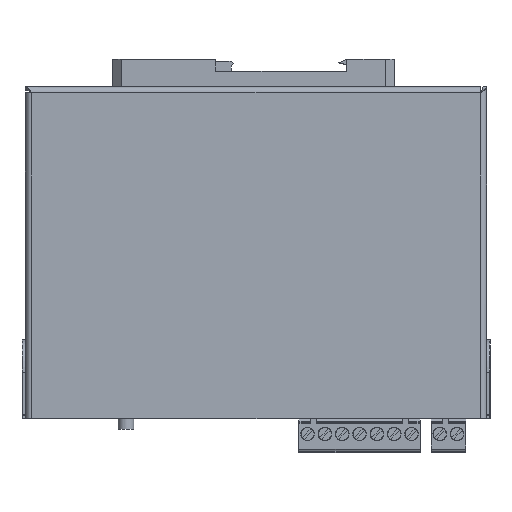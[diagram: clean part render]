
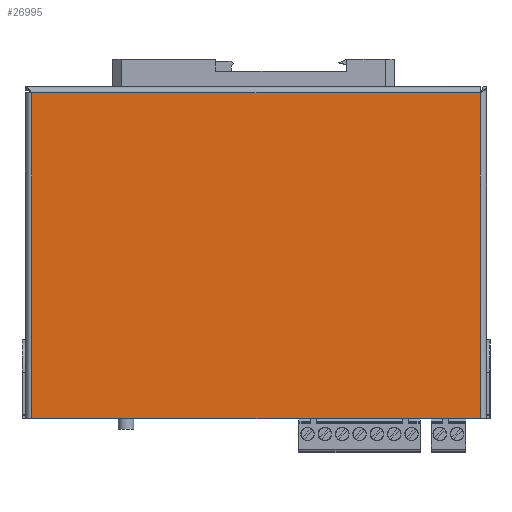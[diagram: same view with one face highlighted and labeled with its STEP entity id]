
A CAD part, top view. The second image highlights one B-rep face of the part: STEP entity #26995.
In plain terms, the highlighted planar face has unit normal (0, 0, 1).
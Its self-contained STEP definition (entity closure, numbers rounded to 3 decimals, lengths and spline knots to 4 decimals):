
#1647=PLANE('',#28915);
#2966=FACE_OUTER_BOUND('',#4580,.T.);
#4580=EDGE_LOOP('',(#24111,#24112,#24113,#24114));
#7522=LINE('',#44224,#10515);
#7523=LINE('',#44226,#10516);
#7524=LINE('',#44228,#10517);
#7525=LINE('',#44229,#10518);
#10515=VECTOR('',#35181,39.3701);
#10516=VECTOR('',#35182,39.3701);
#10517=VECTOR('',#35183,39.3701);
#10518=VECTOR('',#35184,39.3701);
#13453=VERTEX_POINT('',#44222);
#13454=VERTEX_POINT('',#44223);
#13455=VERTEX_POINT('',#44225);
#13456=VERTEX_POINT('',#44227);
#17083=EDGE_CURVE('',#13453,#13454,#7522,.T.);
#17084=EDGE_CURVE('',#13454,#13455,#7523,.T.);
#17085=EDGE_CURVE('',#13455,#13456,#7524,.T.);
#17086=EDGE_CURVE('',#13453,#13456,#7525,.T.);
#24111=ORIENTED_EDGE('',*,*,#17083,.T.);
#24112=ORIENTED_EDGE('',*,*,#17084,.T.);
#24113=ORIENTED_EDGE('',*,*,#17085,.T.);
#24114=ORIENTED_EDGE('',*,*,#17086,.F.);
#26995=ADVANCED_FACE('',(#2966),#1647,.F.);
#28915=AXIS2_PLACEMENT_3D('',#44221,#35179,#35180);
#35179=DIRECTION('center_axis',(0.,0.,
-1.));
#35180=DIRECTION('ref_axis',(-1.,0.,0.));
#35181=DIRECTION('',(0.,1.,0.));
#35182=DIRECTION('',(-1.,0.,0.));
#35183=DIRECTION('',(0.,-1.,0.));
#35184=DIRECTION('',(-1.,0.,0.));
#44221=CARTESIAN_POINT('Origin',(-0.0387,0.9625,
0.1184));
#44222=CARTESIAN_POINT('',(2.5513,-0.9525,0.1184));
#44223=CARTESIAN_POINT('',(2.5513,2.8075,0.1184));
#44224=CARTESIAN_POINT('',(2.5513,-0.9525,0.1184));
#44225=CARTESIAN_POINT('',(-2.6287,2.8075,0.1184));
#44226=CARTESIAN_POINT('',(2.5513,2.8075,0.1184));
#44227=CARTESIAN_POINT('',(-2.6287,-0.9525,0.1184));
#44228=CARTESIAN_POINT('',(-2.6287,2.8075,0.1184));
#44229=CARTESIAN_POINT('',(-0.0387,-0.9525,0.1184));
